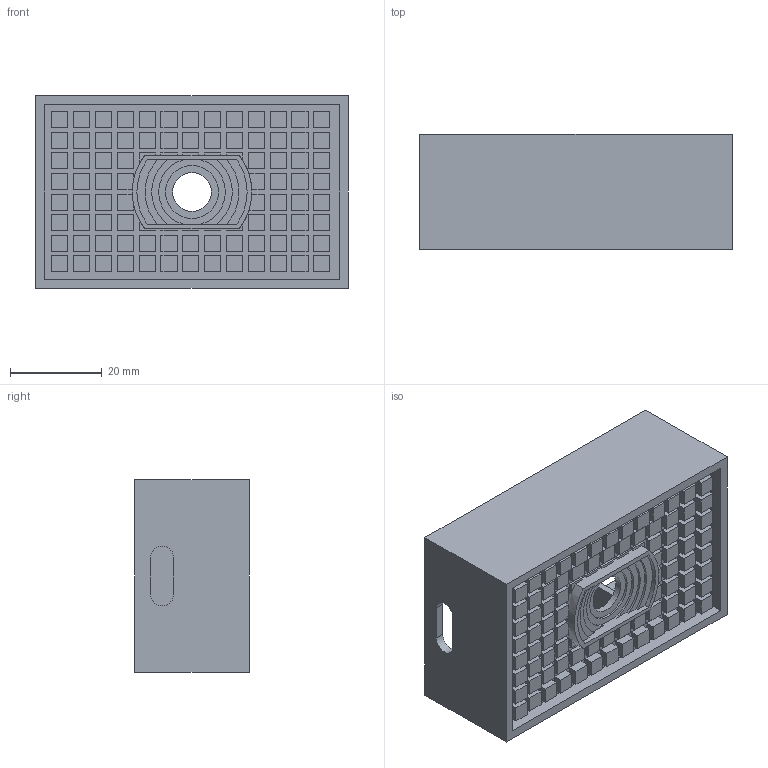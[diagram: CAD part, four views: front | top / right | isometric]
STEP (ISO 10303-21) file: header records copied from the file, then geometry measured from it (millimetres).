
FILE_DESCRIPTION(/* description */ (''),/* implementation_level */ '2;1');
FILE_NAME(/* name */ 'Main holder v16.step',/* time_stamp */ '2024-05-08T20:40:08-06:00',/* author */ (''),/* organization */ (''),/* preprocessor_version */ 'ST-DEVELOPER v20',/* originating_system */ 'Autodesk Translation Framework v12.20.1.177',/* authorisation */ '');
FILE_SCHEMA (('AUTOMOTIVE_DESIGN { 1 0 10303 214 3 1 1 }'));
Length unit declared in the file: millimetre
Products named in the file (1): Main Holder
Bounding box: 68 x 25 x 42 mm (x, y, z)
Volume: 18848.7 mm3; surface area: 21451.5 mm2
Topology: 1 solids, 1 shells, 581 faces, 1444 edges, 957 vertices
Faces by surface type: plane 528, cylinder 47, torus 6
Full cylindrical faces by diameter (mm): 3 x6, 6 x2, 8.5 x1, 10.5 x1, 11.5 x1
Entity records: 17121 total; most frequent: CARTESIAN_POINT 3124, ORIENTED_EDGE 2888, DIRECTION 2687, EDGE_CURVE 1444, LINE 1331, VECTOR 1331, VERTEX_POINT 957, EDGE_LOOP 681
